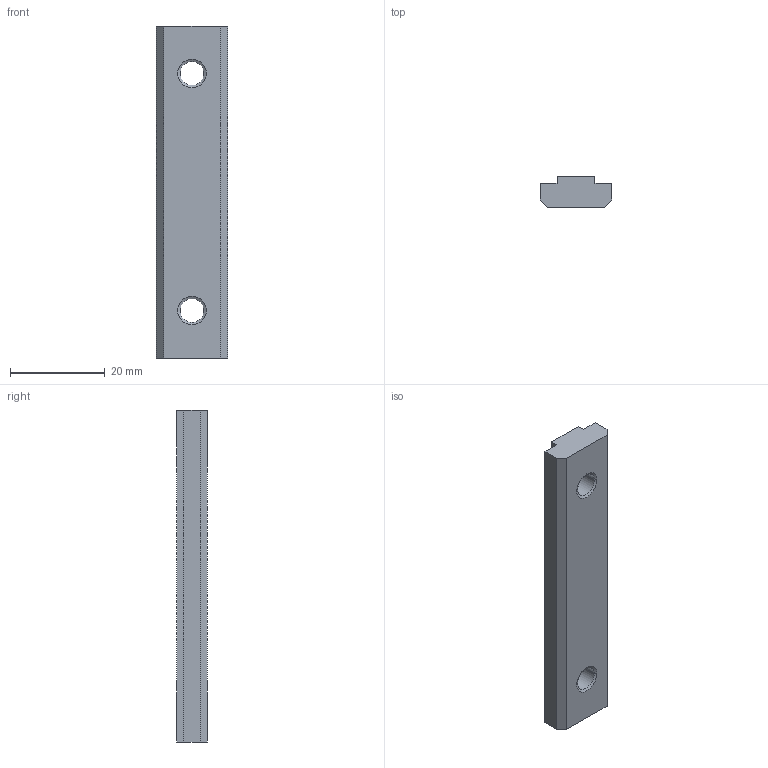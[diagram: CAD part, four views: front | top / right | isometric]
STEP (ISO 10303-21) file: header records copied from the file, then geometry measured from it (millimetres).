
FILE_DESCRIPTION(('Creo Elements/Direct Modeling STEP Export'),'2;1');
FILE_NAME('33.0145_Klemmschiene-MMS-33_70mm.stp','2022-03-18T13:57:26',(''),(''),'PTC Creo Elements/Direct Modeling STEP processor for AP214 (Solid Model)','PTC Creo Elements/Direct Modeling 19.0C 15-Aug-2015 (C) Parametric Technology GmbH','');
FILE_SCHEMA(('AUTOMOTIVE_DESIGN { 1 0 10303 214 1 1 1 1 }'));
Length unit declared in the file: millimetre
Products named in the file (2): Klemmschiene-MMS-33_70mm_33.0145_PX176070
Assembly tree (1 placements, depth 2):
  Klemmschiene-MMS-33_70mm_33.0145_PX176070
    Klemmschiene-MMS-33_70mm_33.0145_PX176070
Bounding box: 15 x 6.5 x 70 mm (x, y, z)
Volume: 5672.4 mm3; surface area: 3169.4 mm2
Topology: 1 solids, 1 shells, 24 faces, 58 edges, 36 vertices
Faces by surface type: plane 12, cone 8, cylinder 4
Entity records: 739 total; most frequent: ORIENTED_EDGE 116, CARTESIAN_POINT 112, DIRECTION 110, EDGE_CURVE 58, VECTOR 42, LINE 42, VERTEX_POINT 36, AXIS2_PLACEMENT_3D 34
